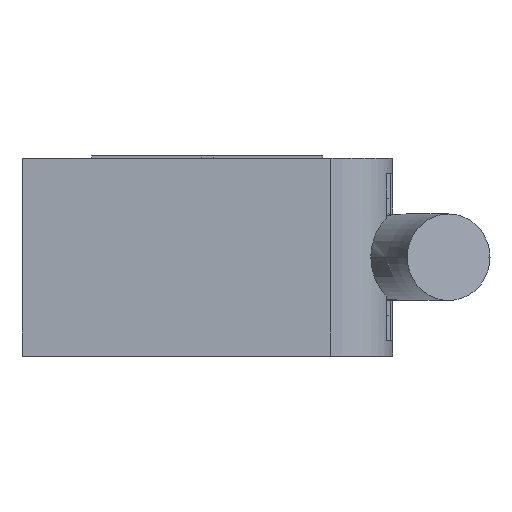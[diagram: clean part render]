
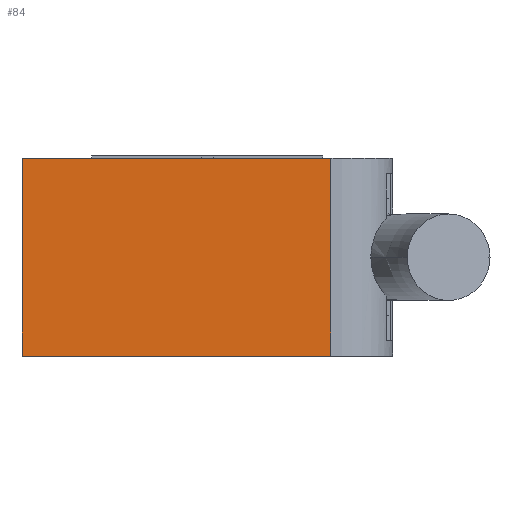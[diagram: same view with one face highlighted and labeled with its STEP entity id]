
A CAD part, front view. The second image highlights one B-rep face of the part: STEP entity #84.
In plain terms, the highlighted planar face has unit normal (0, -1, 0).
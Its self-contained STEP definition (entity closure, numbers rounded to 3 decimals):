
#84=ADVANCED_FACE('',(#277),#278,.T.);
#277=FACE_OUTER_BOUND('',#643,.T.);
#278=PLANE('',#644);
#643=EDGE_LOOP('',(#1132,#1133,#1134,#1135));
#644=AXIS2_PLACEMENT_3D('',#1136,#1137,#1138);
#1132=ORIENTED_EDGE('',*,*,#2396,.T.);
#1133=ORIENTED_EDGE('',*,*,#2397,.F.);
#1134=ORIENTED_EDGE('',*,*,#2329,.F.);
#1135=ORIENTED_EDGE('',*,*,#2362,.F.);
#1136=CARTESIAN_POINT('',(10.0,-50.,0.0));
#1137=DIRECTION('',(0.0,-1.0,0.0));
#1138=DIRECTION('',(0.0,0.0,-1.0));
#2329=EDGE_CURVE('',#2750,#2752,#2753,.T.);
#2362=EDGE_CURVE('',#2807,#2750,#2809,.T.);
#2396=EDGE_CURVE('',#2807,#2872,#2874,.T.);
#2397=EDGE_CURVE('',#2752,#2872,#2875,.T.);
#2750=VERTEX_POINT('',#3481);
#2752=VERTEX_POINT('',#3483);
#2753=LINE('',#3484,#3485);
#2807=VERTEX_POINT('',#3568);
#2809=LINE('',#3571,#3572);
#2872=VERTEX_POINT('',#3695);
#2874=LINE('',#3698,#3699);
#2875=LINE('',#3700,#3701);
#3481=CARTESIAN_POINT('',(10.0,-50.,16.0));
#3483=CARTESIAN_POINT('',(10.0,-50.,0.0));
#3484=CARTESIAN_POINT('',(10.0,-50.,16.0));
#3485=VECTOR('',#4851,16.0);
#3568=CARTESIAN_POINT('',(-15.0,-50.,16.0));
#3571=CARTESIAN_POINT('',(-15.0,-50.,16.0));
#3572=VECTOR('',#4888,25.0);
#3695=CARTESIAN_POINT('',(-15.0,-50.,0.0));
#3698=CARTESIAN_POINT('',(-15.0,-50.,16.0));
#3699=VECTOR('',#4941,16.0);
#3700=CARTESIAN_POINT('',(10.0,-50.,0.0));
#3701=VECTOR('',#4942,25.0);
#4851=DIRECTION('',(0.,0.0,-1.0));
#4888=DIRECTION('',(1.0,0.0,0.0));
#4941=DIRECTION('',(0.0,0.0,-1.0));
#4942=DIRECTION('',(-1.0,0.0,0.0));
